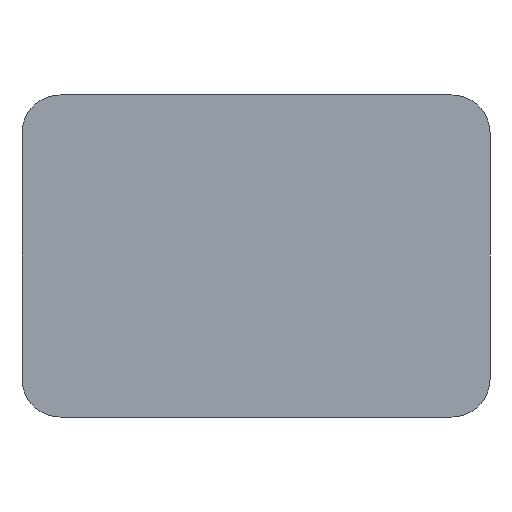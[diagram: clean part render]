
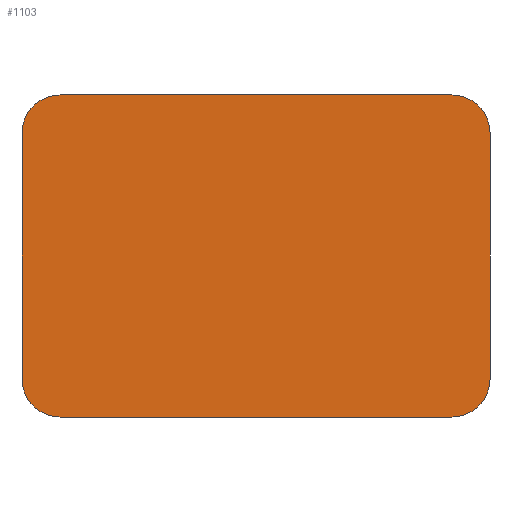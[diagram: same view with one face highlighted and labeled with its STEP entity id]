
A CAD part, front view. The second image highlights one B-rep face of the part: STEP entity #1103.
In plain terms, the highlighted planar face has unit normal (0, -1, 0).
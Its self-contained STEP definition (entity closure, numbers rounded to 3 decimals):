
#61=PLANE('',#1194);
#116=FACE_OUTER_BOUND('',#172,.T.);
#172=EDGE_LOOP('',(#1022,#1023,#1024,#1025,#1026,#1027,#1028,#1029));
#178=LINE('',#1495,#318);
#196=LINE('',#1547,#336);
#199=LINE('',#1556,#339);
#313=LINE('',#1793,#453);
#318=VECTOR('',#1210,10.);
#336=VECTOR('',#1250,10.);
#339=VECTOR('',#1259,10.);
#453=VECTOR('',#1475,10.);
#454=CIRCLE('',#1126,2.75);
#463=CIRCLE('',#1138,2.75);
#464=CIRCLE('',#1141,2.75);
#465=CIRCLE('',#1144,2.75);
#470=VERTEX_POINT('',#1482);
#471=VERTEX_POINT('',#1483);
#475=VERTEX_POINT('',#1493);
#497=VERTEX_POINT('',#1541);
#498=VERTEX_POINT('',#1545);
#499=VERTEX_POINT('',#1549);
#500=VERTEX_POINT('',#1550);
#501=VERTEX_POINT('',#1555);
#574=EDGE_CURVE('',#470,#471,#454,.T.);
#580=EDGE_CURVE('',#470,#475,#178,.T.);
#603=EDGE_CURVE('',#497,#475,#463,.T.);
#606=EDGE_CURVE('',#497,#498,#196,.T.);
#607=EDGE_CURVE('',#499,#500,#464,.T.);
#610=EDGE_CURVE('',#501,#500,#199,.T.);
#612=EDGE_CURVE('',#501,#498,#465,.T.);
#729=EDGE_CURVE('',#499,#471,#313,.T.);
#1022=ORIENTED_EDGE('',*,*,#574,.F.);
#1023=ORIENTED_EDGE('',*,*,#580,.T.);
#1024=ORIENTED_EDGE('',*,*,#603,.F.);
#1025=ORIENTED_EDGE('',*,*,#606,.T.);
#1026=ORIENTED_EDGE('',*,*,#612,.F.);
#1027=ORIENTED_EDGE('',*,*,#610,.T.);
#1028=ORIENTED_EDGE('',*,*,#607,.F.);
#1029=ORIENTED_EDGE('',*,*,#729,.T.);
#1103=ADVANCED_FACE('',(#116),#61,.T.);
#1126=AXIS2_PLACEMENT_3D('',#1484,#1200,#1201);
#1138=AXIS2_PLACEMENT_3D('',#1542,#1244,#1245);
#1141=AXIS2_PLACEMENT_3D('',#1551,#1253,#1254);
#1144=AXIS2_PLACEMENT_3D('',#1559,#1263,#1264);
#1194=AXIS2_PLACEMENT_3D('',#1794,#1476,#1477);
#1200=DIRECTION('center_axis',(0.,1.,0.));
#1201=DIRECTION('ref_axis',(-0.707,0.,-0.707));
#1210=DIRECTION('',(1.,0.,0.));
#1244=DIRECTION('center_axis',(0.,1.,0.));
#1245=DIRECTION('ref_axis',(0.707,0.,-0.707));
#1250=DIRECTION('',(0.,0.,1.));
#1253=DIRECTION('center_axis',(0.,1.,0.));
#1254=DIRECTION('ref_axis',(-0.707,0.,0.707));
#1259=DIRECTION('',(-1.,0.,0.));
#1263=DIRECTION('center_axis',(0.,1.,0.));
#1264=DIRECTION('ref_axis',(0.707,0.,0.707));
#1475=DIRECTION('',(0.,0.,-1.));
#1476=DIRECTION('center_axis',(0.,-1.,0.));
#1477=DIRECTION('ref_axis',(0.,0.,-1.));
#1482=CARTESIAN_POINT('',(-14.175,-1.35,-11.65));
#1483=CARTESIAN_POINT('',(-16.925,-1.35,-8.9));
#1484=CARTESIAN_POINT('Origin',(-14.175,-1.35,-8.9));
#1493=CARTESIAN_POINT('',(14.175,-1.35,-11.65));
#1495=CARTESIAN_POINT('',(-16.925,-1.35,-11.65));
#1541=CARTESIAN_POINT('',(16.925,-1.35,-8.9));
#1542=CARTESIAN_POINT('Origin',(14.175,-1.35,-8.9));
#1545=CARTESIAN_POINT('',(16.925,-1.35,8.9));
#1547=CARTESIAN_POINT('',(16.925,-1.35,-11.65));
#1549=CARTESIAN_POINT('',(-16.925,-1.35,8.9));
#1550=CARTESIAN_POINT('',(-14.175,-1.35,11.65));
#1551=CARTESIAN_POINT('Origin',(-14.175,-1.35,8.9));
#1555=CARTESIAN_POINT('',(14.175,-1.35,11.65));
#1556=CARTESIAN_POINT('',(16.925,-1.35,11.65));
#1559=CARTESIAN_POINT('Origin',(14.175,-1.35,8.9));
#1793=CARTESIAN_POINT('',(-16.925,-1.35,11.65));
#1794=CARTESIAN_POINT('Origin',(0.,-1.35,0.));
